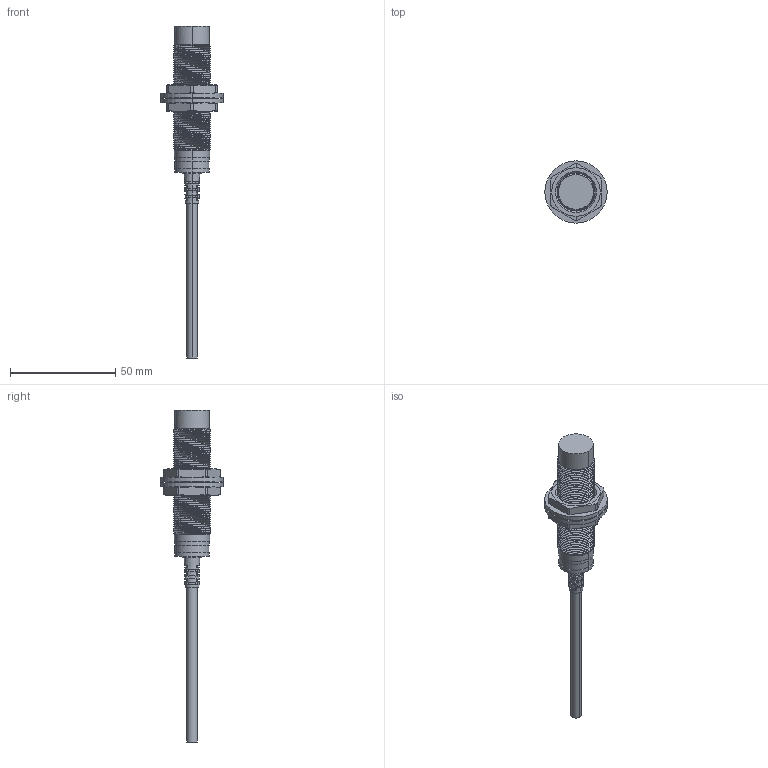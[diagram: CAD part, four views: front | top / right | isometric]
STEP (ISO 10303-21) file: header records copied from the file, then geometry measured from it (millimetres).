
FILE_DESCRIPTION (( 'STEP AP203' ), '1' );
FILE_NAME ('I1850N14XX.STEP', '2025-04-21T03:37:46', ( 'User' ), ( 'China' ), 'SwSTEP 2.0', 'SolidWorks 2016', '' );
FILE_SCHEMA (( 'CONFIG_CONTROL_DESIGN' ));
Length unit declared in the file: millimetre
Products named in the file (1): I1850N14XX
Bounding box: 29.6 x 29.6 x 157.7 mm (x, y, z)
Volume: 20959.3 mm3; surface area: 12997 mm2
Topology: 5 solids, 5 shells, 470 faces, 1376 edges, 910 vertices
Faces by surface type: cylinder 281, plane 157, cone 26, bspline 6
Entity records: 49454 total; most frequent: CARTESIAN_POINT 37638, ORIENTED_EDGE 2752, DIRECTION 2048, EDGE_CURVE 1376, VERTEX_POINT 910, AXIS2_PLACEMENT_3D 715, VECTOR 618, LINE 618
